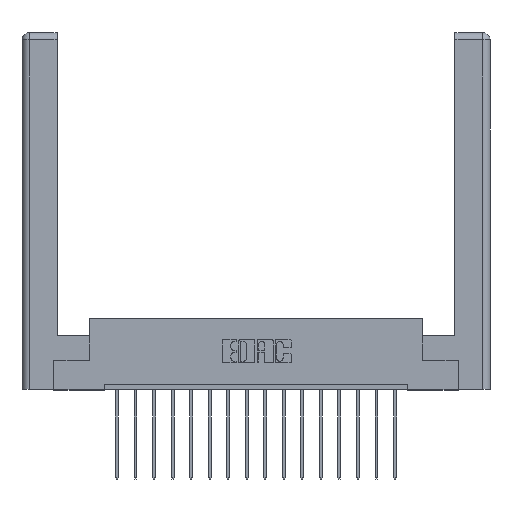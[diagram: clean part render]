
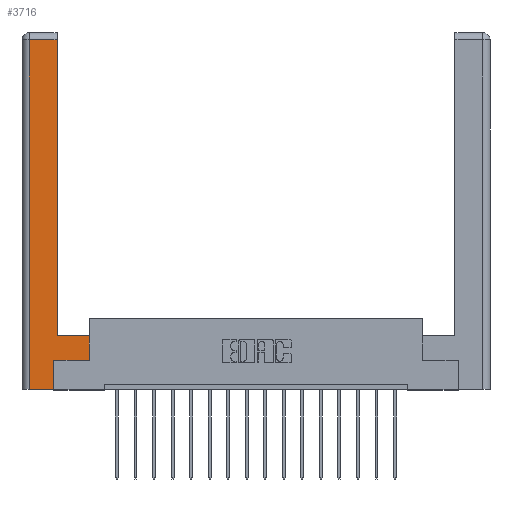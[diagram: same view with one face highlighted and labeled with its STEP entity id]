
A CAD part, top view. The second image highlights one B-rep face of the part: STEP entity #3716.
In plain terms, the highlighted planar face has unit normal (0, 0, 1).
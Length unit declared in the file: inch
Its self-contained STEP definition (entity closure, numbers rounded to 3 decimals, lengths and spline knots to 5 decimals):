
#153 = DIRECTION ( 'NONE',  ( 0., 1., 0. ) ) ;
#240 = VERTEX_POINT ( 'NONE', #16603 ) ;
#401 = VERTEX_POINT ( 'NONE', #11529 ) ;
#664 = CARTESIAN_POINT ( 'NONE',  ( 0.0615, 2.94, 0. ) ) ;
#721 = VECTOR ( 'NONE', #15332, 39.37008 ) ;
#1183 = LINE ( 'NONE', #12233, #15465 ) ;
#1224 = LINE ( 'NONE', #16800, #16172 ) ;
#1938 = CARTESIAN_POINT ( 'NONE',  ( 0.565, 0.245, 0. ) ) ;
#2412 = CARTESIAN_POINT ( 'NONE',  ( 0.565, 0.45, 0. ) ) ;
#2691 = VECTOR ( 'NONE', #9465, 39.37008 ) ;
#2786 = ORIENTED_EDGE ( 'NONE', *, *, #9976, .T. ) ;
#3133 = LINE ( 'NONE', #2412, #9813 ) ;
#3716 = ADVANCED_FACE ( 'NONE', ( #6278 ), #10484, .F. ) ;
#4023 = EDGE_CURVE ( 'NONE', #17745, #14828, #1183, .T. ) ;
#4371 = AXIS2_PLACEMENT_3D ( 'NONE', #14758, #11840, #7737 ) ;
#4861 = EDGE_CURVE ( 'NONE', #15044, #401, #3133, .T. ) ;
#4875 = ORIENTED_EDGE ( 'NONE', *, *, #4900, .T. ) ;
#4900 = EDGE_CURVE ( 'NONE', #14828, #8303, #11495, .T. ) ;
#4902 = VECTOR ( 'NONE', #10124, 39.37008 ) ;
#5862 = ORIENTED_EDGE ( 'NONE', *, *, #13656, .T. ) ;
#6278 = FACE_OUTER_BOUND ( 'NONE', #17193, .T. ) ;
#6358 = LINE ( 'NONE', #13568, #2691 ) ;
#6444 = VERTEX_POINT ( 'NONE', #15126 ) ;
#7131 = VERTEX_POINT ( 'NONE', #8697 ) ;
#7583 = VECTOR ( 'NONE', #10902, 39.37008 ) ;
#7684 = ORIENTED_EDGE ( 'NONE', *, *, #4023, .T. ) ;
#7737 = DIRECTION ( 'NONE',  ( -1., 0., 0. ) ) ;
#7786 = CARTESIAN_POINT ( 'NONE',  ( 0.265, 0., 0. ) ) ;
#8040 = DIRECTION ( 'NONE',  ( 0., 1., 0. ) ) ;
#8303 = VERTEX_POINT ( 'NONE', #7786 ) ;
#8453 = LINE ( 'NONE', #17790, #7583 ) ;
#8697 = CARTESIAN_POINT ( 'NONE',  ( 0.295, 2.94, 0. ) ) ;
#9465 = DIRECTION ( 'NONE',  ( -1., 0., 0. ) ) ;
#9813 = VECTOR ( 'NONE', #8040, 39.37008 ) ;
#9976 = EDGE_CURVE ( 'NONE', #401, #240, #6358, .T. ) ;
#10124 = DIRECTION ( 'NONE',  ( 0., 1., 0. ) ) ;
#10484 = PLANE ( 'NONE',  #4371 ) ;
#10583 = CARTESIAN_POINT ( 'NONE',  ( 0.265, 0., 0. ) ) ;
#10712 = CARTESIAN_POINT ( 'NONE',  ( 0.0615, 0., 0. ) ) ;
#10759 = CARTESIAN_POINT ( 'NONE',  ( 0.565, 0.245, 0. ) ) ;
#10902 = DIRECTION ( 'NONE',  ( -1., 0., 0. ) ) ;
#11285 = ORIENTED_EDGE ( 'NONE', *, *, #12211, .T. ) ;
#11495 = LINE ( 'NONE', #10583, #721 ) ;
#11529 = CARTESIAN_POINT ( 'NONE',  ( 0.565, 0.45, 0. ) ) ;
#11840 = DIRECTION ( 'NONE',  ( 0., 0., -1. ) ) ;
#12211 = EDGE_CURVE ( 'NONE', #7131, #17745, #8453, .T. ) ;
#12213 = LINE ( 'NONE', #15740, #4902 ) ;
#12233 = CARTESIAN_POINT ( 'NONE',  ( 0.0615, 0., 0. ) ) ;
#12934 = DIRECTION ( 'NONE',  ( 1., 0., 0. ) ) ;
#13568 = CARTESIAN_POINT ( 'NONE',  ( 0.295, 0.45, 0. ) ) ;
#13656 = EDGE_CURVE ( 'NONE', #8303, #6444, #1224, .T. ) ;
#13753 = ORIENTED_EDGE ( 'NONE', *, *, #17084, .T. ) ;
#14516 = EDGE_CURVE ( 'NONE', #240, #7131, #12213, .T. ) ;
#14758 = CARTESIAN_POINT ( 'NONE',  ( 0., 0., 0. ) ) ;
#14828 = VERTEX_POINT ( 'NONE', #10712 ) ;
#14900 = DIRECTION ( 'NONE',  ( 0., -1., 0. ) ) ;
#15044 = VERTEX_POINT ( 'NONE', #10759 ) ;
#15126 = CARTESIAN_POINT ( 'NONE',  ( 0.265, 0.245, 0. ) ) ;
#15332 = DIRECTION ( 'NONE',  ( 1., 0., 0. ) ) ;
#15465 = VECTOR ( 'NONE', #14900, 39.37008 ) ;
#15632 = ORIENTED_EDGE ( 'NONE', *, *, #4861, .T. ) ;
#15740 = CARTESIAN_POINT ( 'NONE',  ( 0.295, 3., 0. ) ) ;
#16172 = VECTOR ( 'NONE', #153, 39.37008 ) ;
#16603 = CARTESIAN_POINT ( 'NONE',  ( 0.295, 0.45, 0. ) ) ;
#16678 = LINE ( 'NONE', #1938, #17301 ) ;
#16800 = CARTESIAN_POINT ( 'NONE',  ( 0.265, 0.245, 0. ) ) ;
#17084 = EDGE_CURVE ( 'NONE', #6444, #15044, #16678, .T. ) ;
#17193 = EDGE_LOOP ( 'NONE', ( #17795, #11285, #7684, #4875, #5862, #13753, #15632, #2786 ) ) ;
#17301 = VECTOR ( 'NONE', #12934, 39.37008 ) ;
#17745 = VERTEX_POINT ( 'NONE', #664 ) ;
#17790 = CARTESIAN_POINT ( 'NONE',  ( 0.0615, 2.94, 0. ) ) ;
#17795 = ORIENTED_EDGE ( 'NONE', *, *, #14516, .T. ) ;
